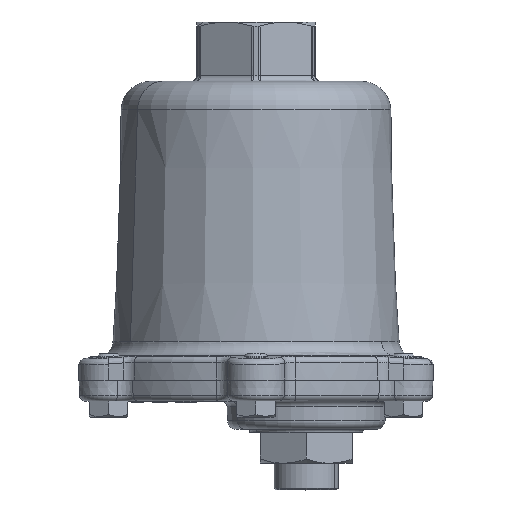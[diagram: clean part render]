
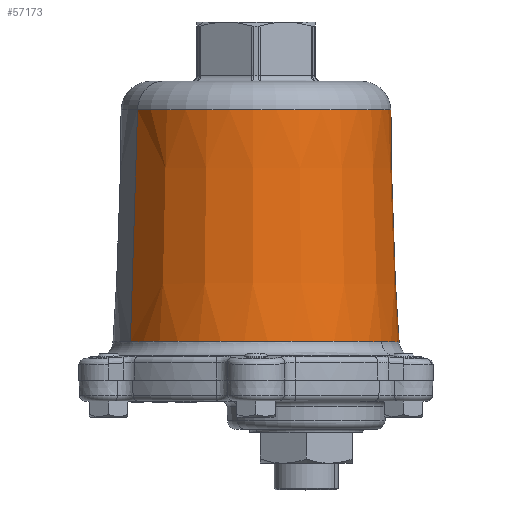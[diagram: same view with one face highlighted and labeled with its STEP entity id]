
A CAD part, top view. The second image highlights one B-rep face of the part: STEP entity #57173.
In plain terms, the highlighted conical face has half-angle 2 degrees and reference radius 45.587 mm.
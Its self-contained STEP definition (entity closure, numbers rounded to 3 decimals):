
#55502=CARTESIAN_POINT('Vertex',(42.405,14.085,23.166)) ;
#55505=CARTESIAN_POINT('Axis2P3D Location',(0.,14.085,0.)) ;
#55509=CARTESIAN_POINT('Vertex',(-42.405,14.085,23.166)) ;
#55516=CARTESIAN_POINT('Vertex',(42.405,14.085,-23.166)) ;
#55788=CARTESIAN_POINT('Axis2P3D Location',(0.,14.085,0.)) ;
#57130=CARTESIAN_POINT('Axis2P3D Location',(0.,92.349,0.)) ;
#57135=CARTESIAN_POINT('Line Origine',(-41.421,46.174,22.629)) ;
#57139=CARTESIAN_POINT('Vertex',(-40.006,92.349,21.856)) ;
#57146=CARTESIAN_POINT('Vertex',(40.006,92.349,-21.856)) ;
#57149=CARTESIAN_POINT('Line Origine',(41.421,46.174,-22.629)) ;
#57161=CARTESIAN_POINT('Axis2P3D Location',(0.,92.349,0.)) ;
#55506=DIRECTION('Axis2P3D Direction',(0.,-1.,0.)) ;
#55789=DIRECTION('Axis2P3D Direction',(0.,-1.,-0.)) ;
#57131=DIRECTION('Axis2P3D Direction',(-0.,-1.,-0.)) ;
#57132=DIRECTION('Axis2P3D XDirection',(-0.878,0.,0.479)) ;
#57136=DIRECTION('Vector Direction',(-0.031,-0.999,0.017)) ;
#57150=DIRECTION('Vector Direction',(0.031,-0.999,-0.017)) ;
#57162=DIRECTION('Axis2P3D Direction',(0.,-1.,-0.)) ;
#55507=AXIS2_PLACEMENT_3D('Circle Axis2P3D',#55505,#55506,$) ;
#55790=AXIS2_PLACEMENT_3D('Circle Axis2P3D',#55788,#55789,$) ;
#57133=AXIS2_PLACEMENT_3D('Cone Axis2P3D',#57130,#57131,#57132) ;
#57163=AXIS2_PLACEMENT_3D('Circle Axis2P3D',#57161,#57162,$) ;
#57167=ORIENTED_EDGE('',*,*,#57153,.F.) ;
#57168=ORIENTED_EDGE('',*,*,#57165,.F.) ;
#57169=ORIENTED_EDGE('',*,*,#57141,.T.) ;
#57170=ORIENTED_EDGE('',*,*,#55511,.T.) ;
#57171=ORIENTED_EDGE('',*,*,#55792,.T.) ;
#57137=VECTOR('Line Direction',#57136,1.) ;
#57151=VECTOR('Line Direction',#57150,1.) ;
#57173=ADVANCED_FACE('PartBody',(#57172),#57134,.T.) ;
#55508=CIRCLE('generated circle',#55507,48.32) ;
#55791=CIRCLE('generated circle',#55790,48.32) ;
#57164=CIRCLE('generated circle',#57163,45.587) ;
#57134=CONICAL_SURFACE('Cone',#57133,45.587,0.035) ;
#55511=EDGE_CURVE('',#55510,#55503,#55508,.F.) ;
#55792=EDGE_CURVE('',#55503,#55517,#55791,.F.) ;
#57141=EDGE_CURVE('',#57140,#55510,#57138,.T.) ;
#57153=EDGE_CURVE('',#57147,#55517,#57152,.T.) ;
#57165=EDGE_CURVE('',#57140,#57147,#57164,.F.) ;
#57166=EDGE_LOOP('',(#57167,#57168,#57169,#57170,#57171)) ;
#57172=FACE_OUTER_BOUND('',#57166,.T.) ;
#57138=LINE('Line',#57135,#57137) ;
#57152=LINE('Line',#57149,#57151) ;
#55503=VERTEX_POINT('',#55502) ;
#55510=VERTEX_POINT('',#55509) ;
#55517=VERTEX_POINT('',#55516) ;
#57140=VERTEX_POINT('',#57139) ;
#57147=VERTEX_POINT('',#57146) ;
